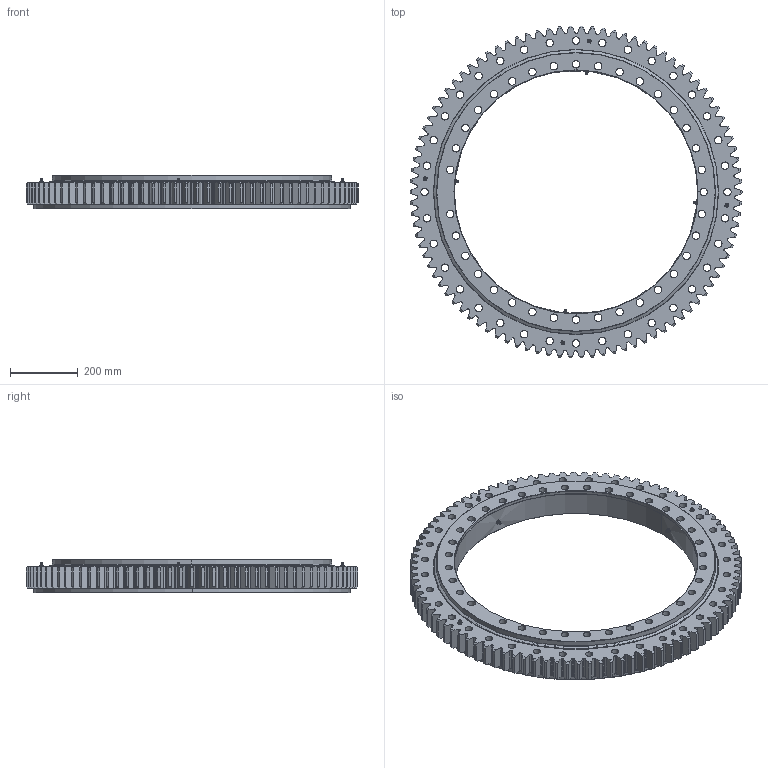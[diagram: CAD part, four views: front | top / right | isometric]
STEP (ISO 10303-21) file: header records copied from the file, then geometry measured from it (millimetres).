
FILE_DESCRIPTION (( 'STEP AP214' ), '1' );
FILE_NAME ('E.980.32.00.D.1.STEP', '2017-05-16T13:12:12', ( '' ), ( '' ), 'SwSTEP 2.0', 'SolidWorks 2015', '' );
FILE_SCHEMA (( 'AUTOMOTIVE_DESIGN' ));
Length unit declared in the file: millimetre
Products named in the file (7): Grease nipple M10x1mm; C.979.B32B.A1N.1 - OR Seal; C.979.B32B.A1N.1 - IR Seal; Ball D32; C.979.B32B.A1N.1 - OR; C.979.B32B.A1N.1 - IR; E.980.32.00.D.1
Assembly tree (81 placements, depth 2):
  E.980.32.00.D.1
    C.979.B32B.A1N.1 - IR
    C.979.B32B.A1N.1 - OR
    Ball D32  x69
    C.979.B32B.A1N.1 - IR Seal
    C.979.B32B.A1N.1 - OR Seal
    Grease nipple M10x1mm  x8
Bounding box: 979 x 978.66 x 100 mm (x, y, z)
Volume: 21383587.8 mm3; surface area: 2541530.8 mm2
Topology: 81 solids, 81 shells, 1487 faces, 4161 edges, 2715 vertices
Faces by surface type: bspline 470, cone 358, cylinder 345, sphere 138, plane 101, torus 75
Entity records: 41113 total; most frequent: CARTESIAN_POINT 14195, ORIENTED_EDGE 6352, DIRECTION 4121, EDGE_CURVE 3176, VERTEX_POINT 2078, AXIS2_PLACEMENT_3D 1634, B_SPLINE_CURVE_WITH_KNOTS 1396, EDGE_LOOP 1284
